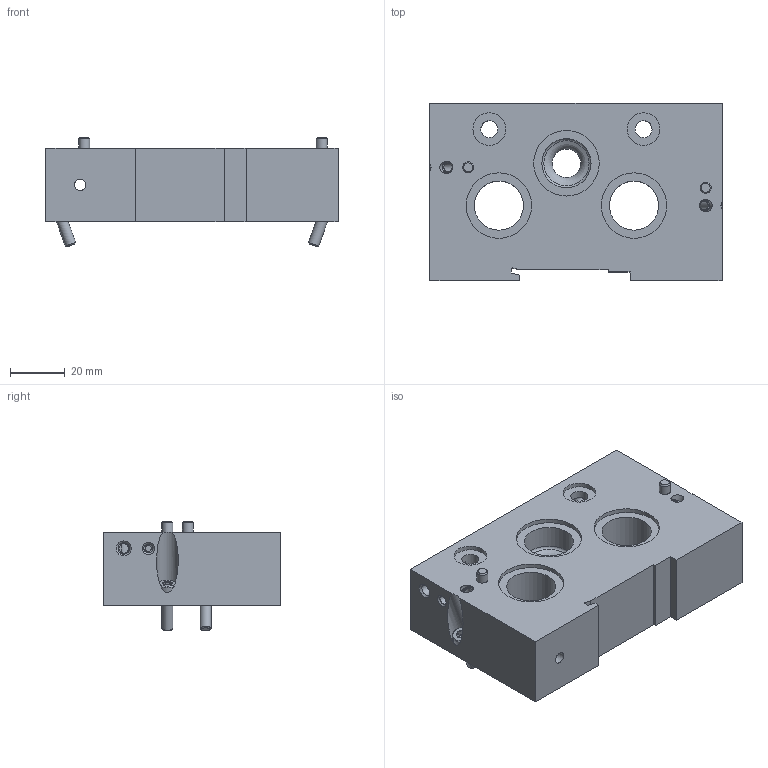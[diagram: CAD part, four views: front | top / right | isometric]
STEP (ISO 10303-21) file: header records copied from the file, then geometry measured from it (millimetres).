
FILE_DESCRIPTION(/* description */ ('STEP AP214'),/* implementation_level */ '2;1');
FILE_NAME(/* name */ '161103_NAW-1_4-01-VDMA-VL',/* time_stamp */ '2024-09-11T21:31:37+02:00',/* author */ ('License CC BY-ND 4.0'),/* organization */ ('CADENAS'),/* preprocessor_version */ 'ST-DEVELOPER v19.3',/* originating_system */ 'PARTsolutions',/* authorisation */ ' ');
FILE_SCHEMA (('AUTOMOTIVE_DESIGN {1 0 10303 214 3 1 1}'));
Length unit declared in the file: millimetre
Products named in the file (3): 161103 NAW-1/4-01-VDMA-VL; 161103 NAW-1/4-01-VDMA-VL---(P); DIN-912 - M4x14(F)
Assembly tree (3 placements, depth 2):
  161103 NAW-1/4-01-VDMA-VL
    161103 NAW-1/4-01-VDMA-VL---(P)
    DIN-912 - M4x14(F)  x2
Bounding box: 107.32 x 65 x 40.18 mm (x, y, z)
Volume: 146662.3 mm3; surface area: 34907.8 mm2
Topology: 3 solids, 3 shells, 162 faces, 330 edges, 197 vertices
Faces by surface type: plane 74, cylinder 42, cone 38, torus 8
Full cylindrical faces by diameter (mm): 3.242 x5, 3.5 x2, 4 x5, 4.134 x2, 4.2 x3, 4.5 x2, 6.2 x2, 7 x2, 8 x3, 9.4 x1, 10.5 x1, 11.445 x2, 12 x2, 18 x4, 24 x3
Entity records: 3309 total; most frequent: DIRECTION 590, CARTESIAN_POINT 572, ORIENTED_EDGE 408, AXIS2_PLACEMENT_3D 257, FACE_BOUND 244, EDGE_LOOP 242, EDGE_CURVE 204, VERTEX_POINT 162
